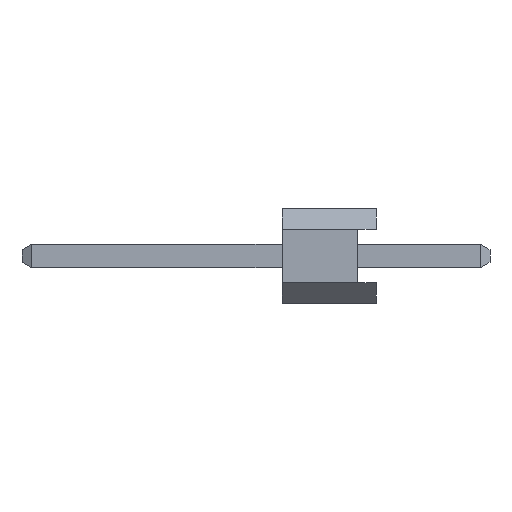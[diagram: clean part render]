
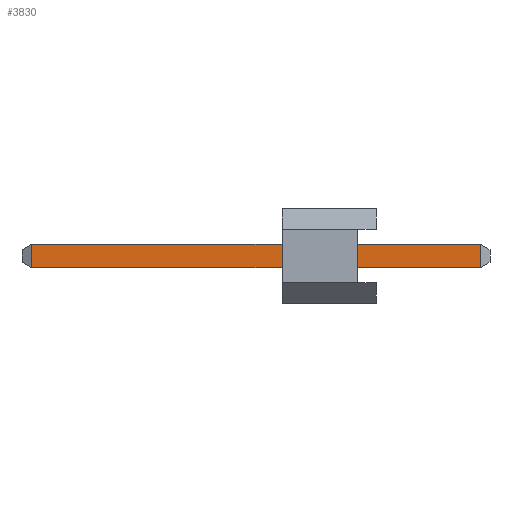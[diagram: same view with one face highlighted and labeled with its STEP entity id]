
A CAD part, left-side view. The second image highlights one B-rep face of the part: STEP entity #3830.
In plain terms, the highlighted planar face has unit normal (-1, 0, 0).
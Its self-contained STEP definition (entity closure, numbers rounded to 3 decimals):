
#3587=DIRECTION('',(0.,0.,-1.));
#3588=VECTOR('',#3587,0.635);
#3589=CARTESIAN_POINT('',(-0.318,-0.264,0.318));
#3590=LINE('',#3589,#3588);
#3615=DIRECTION('',(0.,-1.,0.));
#3616=VECTOR('',#3615,12.072);
#3617=CARTESIAN_POINT('',(-0.318,-0.264,-0.318));
#3618=LINE('',#3617,#3616);
#3619=DIRECTION('',(0.,-1.,0.));
#3620=VECTOR('',#3619,12.072);
#3621=CARTESIAN_POINT('',(-0.318,-0.264,0.318));
#3622=LINE('',#3621,#3620);
#3631=DIRECTION('',(0.,0.,-1.));
#3632=VECTOR('',#3631,0.635);
#3633=CARTESIAN_POINT('',(-0.318,-12.336,0.318));
#3634=LINE('',#3633,#3632);
#3675=CARTESIAN_POINT('',(-0.318,-0.264,-0.318));
#3677=VERTEX_POINT('',#3675);
#3685=CARTESIAN_POINT('',(-0.318,-0.264,0.318));
#3686=VERTEX_POINT('',#3685);
#3692=CARTESIAN_POINT('',(-0.318,-12.336,0.318));
#3694=VERTEX_POINT('',#3692);
#3701=CARTESIAN_POINT('',(-0.318,-12.336,-0.318));
#3702=VERTEX_POINT('',#3701);
#3818=CARTESIAN_POINT('',(-0.318,0.,0.318));
#3819=DIRECTION('',(-1.,0.,0.));
#3820=DIRECTION('',(0.,0.,-1.));
#3821=AXIS2_PLACEMENT_3D('',#3818,#3819,#3820);
#3822=PLANE('',#3821);
#3823=ORIENTED_EDGE('',*,*,#3756,.F.);
#3824=ORIENTED_EDGE('',*,*,#3785,.T.);
#3826=ORIENTED_EDGE('',*,*,#3825,.T.);
#3827=ORIENTED_EDGE('',*,*,#3810,.F.);
#3828=EDGE_LOOP('',(#3823,#3824,#3826,#3827));
#3829=FACE_OUTER_BOUND('',#3828,.F.);
#3830=ADVANCED_FACE('',(#3829),#3822,.T.);
#3756=EDGE_CURVE('',#3686,#3677,#3590,.T.);
#3785=EDGE_CURVE('',#3686,#3694,#3622,.T.);
#3810=EDGE_CURVE('',#3677,#3702,#3618,.T.);
#3825=EDGE_CURVE('',#3694,#3702,#3634,.T.);
